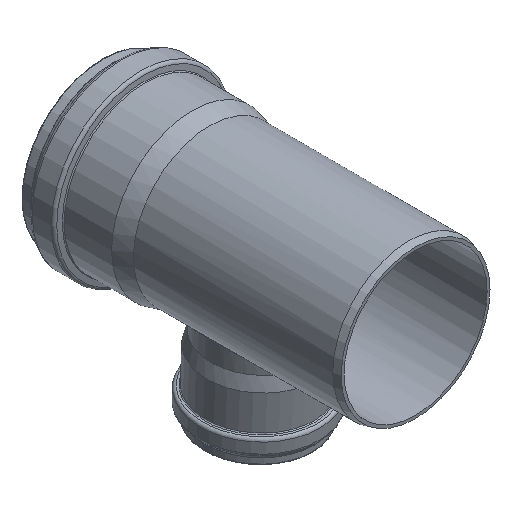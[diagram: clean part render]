
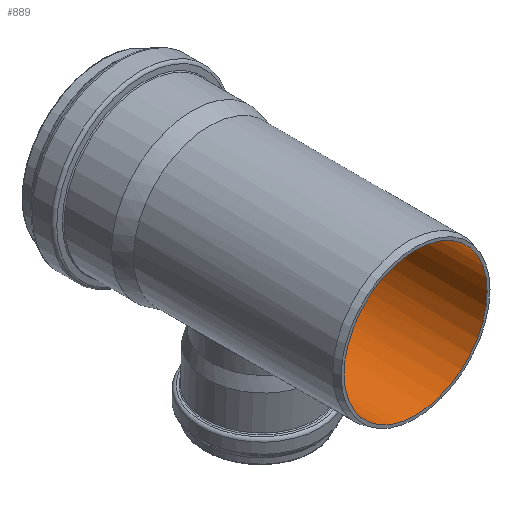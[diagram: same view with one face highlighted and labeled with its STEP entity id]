
A CAD part, isometric view. The second image highlights one B-rep face of the part: STEP entity #889.
In plain terms, the highlighted cylindrical face has radius 75.1 mm (diameter 150.2 mm), a full revolution.
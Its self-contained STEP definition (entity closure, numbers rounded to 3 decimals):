
#85=FACE_BOUND('',#392,.T.);
#86=FACE_BOUND('',#393,.T.);
#178=CIRCLE('',#1001,75.1);
#180=CIRCLE('',#1005,75.1);
#224=CYLINDRICAL_SURFACE('',#1004,75.1);
#276=FACE_OUTER_BOUND('',#391,.T.);
#391=EDGE_LOOP('',(#771,#772));
#392=EDGE_LOOP('',(#773));
#393=EDGE_LOOP('',(#774));
#478=B_SPLINE_CURVE_WITH_KNOTS('',3,(#1892,#1893,#1894,#1895,#1896,#1897),
 .UNSPECIFIED.,.F.,.F.,(4,2,4),(25.092,25.987,26.881),
 .UNSPECIFIED.);
#480=B_SPLINE_CURVE_WITH_KNOTS('',3,(#2001,#2002,#2003,#2004,#2005,#2006,
#2007,#2008,#2009,#2010,#2011,#2012,#2013,#2014,#2015,#2016,#2017,#2018,
#2019,#2020,#2021,#2022,#2023,#2024,#2025,#2026,#2027,#2028,#2029,#2030,
#2031,#2032,#2033,#2034,#2035,#2036,#2037,#2038,#2039,#2040,#2041,#2042,
#2043,#2044,#2045,#2046,#2047,#2048,#2049,#2050,#2051,#2052,#2053,#2054,
#2055,#2056,#2057,#2058,#2059,#2060,#2061,#2062,#2063,#2064,#2065,#2066),
 .UNSPECIFIED.,.T.,.F.,(4,2,2,2,2,2,2,2,2,2,2,2,2,2,2,2,2,2,2,2,2,2,2,2,
2,2,2,2,2,2,2,2,4),(0.,1.037,2.074,3.11,
4.147,5.157,6.166,7.176,8.185,
9.195,10.204,11.214,12.223,13.26,
14.297,15.333,16.37,17.38,18.389,
19.398,20.408,21.416,22.424,23.433,
24.441,25.449,26.457,27.466,28.474,
29.483,30.493,31.502,32.512),
 .UNSPECIFIED.);
#498=VERTEX_POINT('',#1890);
#499=VERTEX_POINT('',#1891);
#530=VERTEX_POINT('',#2000);
#533=VERTEX_POINT('',#2075);
#589=EDGE_CURVE('',#498,#499,#478,.T.);
#621=EDGE_CURVE('',#530,#530,#480,.T.);
#623=EDGE_CURVE('',#499,#498,#178,.T.);
#625=EDGE_CURVE('',#533,#533,#180,.T.);
#771=ORIENTED_EDGE('',*,*,#623,.F.);
#772=ORIENTED_EDGE('',*,*,#589,.F.);
#773=ORIENTED_EDGE('',*,*,#621,.F.);
#774=ORIENTED_EDGE('',*,*,#625,.T.);
#889=ADVANCED_FACE('',(#276,#85,#86),#224,.F.);
#1001=AXIS2_PLACEMENT_3D('',#2070,#1224,#1225);
#1004=AXIS2_PLACEMENT_3D('',#2074,#1230,#1231);
#1005=AXIS2_PLACEMENT_3D('',#2076,#1232,#1233);
#1224=DIRECTION('center_axis',(0.,-1.,0.));
#1225=DIRECTION('ref_axis',(1.,0.,0.));
#1230=DIRECTION('center_axis',(0.,-1.,0.));
#1231=DIRECTION('ref_axis',(1.,0.,0.));
#1232=DIRECTION('center_axis',(0.,-1.,0.));
#1233=DIRECTION('ref_axis',(1.,0.,0.));
#1890=CARTESIAN_POINT('',(-9.016,11.848,-74.557));
#1891=CARTESIAN_POINT('',(9.016,11.848,-74.557));
#1892=CARTESIAN_POINT('Ctrl Pts',(-9.016,11.848,-74.557));
#1893=CARTESIAN_POINT('Ctrl Pts',(-6.014,12.366,-74.92));
#1894=CARTESIAN_POINT('Ctrl Pts',(-2.981,12.621,-75.1));
#1895=CARTESIAN_POINT('Ctrl Pts',(2.981,12.621,-75.1));
#1896=CARTESIAN_POINT('Ctrl Pts',(6.014,12.366,-74.92));
#1897=CARTESIAN_POINT('Ctrl Pts',(9.016,11.848,-74.557));
#2000=CARTESIAN_POINT('',(51.588,-43.016,-54.577));
#2001=CARTESIAN_POINT('Ctrl Pts',(51.588,-43.016,-54.577));
#2002=CARTESIAN_POINT('Ctrl Pts',(51.588,-39.56,-54.577));
#2003=CARTESIAN_POINT('Ctrl Pts',(51.238,-36.06,-54.914));
#2004=CARTESIAN_POINT('Ctrl Pts',(49.848,-29.202,-56.179));
#2005=CARTESIAN_POINT('Ctrl Pts',(48.81,-25.842,-57.101));
#2006=CARTESIAN_POINT('Ctrl Pts',(46.132,-19.446,-59.286));
#2007=CARTESIAN_POINT('Ctrl Pts',(44.49,-16.403,-60.546));
#2008=CARTESIAN_POINT('Ctrl Pts',(40.73,-10.776,-63.137));
#2009=CARTESIAN_POINT('Ctrl Pts',(38.611,-8.19,-64.466));
#2010=CARTESIAN_POINT('Ctrl Pts',(34.155,-3.653,-66.931));
#2011=CARTESIAN_POINT('Ctrl Pts',(31.661,-1.519,-68.165));
#2012=CARTESIAN_POINT('Ctrl Pts',(26.18,2.295,-70.452));
#2013=CARTESIAN_POINT('Ctrl Pts',(23.192,3.975,-71.504));
#2014=CARTESIAN_POINT('Ctrl Pts',(16.889,6.711,-73.249));
#2015=CARTESIAN_POINT('Ctrl Pts',(13.566,7.769,-73.943));
#2016=CARTESIAN_POINT('Ctrl Pts',(6.804,9.173,-74.869));
#2017=CARTESIAN_POINT('Ctrl Pts',(3.365,9.518,-75.1));
#2018=CARTESIAN_POINT('Ctrl Pts',(-3.365,9.518,-75.1));
#2019=CARTESIAN_POINT('Ctrl Pts',(-6.804,9.173,-74.869));
#2020=CARTESIAN_POINT('Ctrl Pts',(-13.566,7.769,-73.943));
#2021=CARTESIAN_POINT('Ctrl Pts',(-16.889,6.711,-73.249));
#2022=CARTESIAN_POINT('Ctrl Pts',(-23.192,3.975,-71.504));
#2023=CARTESIAN_POINT('Ctrl Pts',(-26.18,2.295,-70.452));
#2024=CARTESIAN_POINT('Ctrl Pts',(-31.661,-1.519,-68.165));
#2025=CARTESIAN_POINT('Ctrl Pts',(-34.155,-3.653,-66.931));
#2026=CARTESIAN_POINT('Ctrl Pts',(-38.611,-8.19,-64.466));
#2027=CARTESIAN_POINT('Ctrl Pts',(-40.73,-10.776,-63.137));
#2028=CARTESIAN_POINT('Ctrl Pts',(-44.49,-16.403,-60.546));
#2029=CARTESIAN_POINT('Ctrl Pts',(-46.132,-19.446,-59.286));
#2030=CARTESIAN_POINT('Ctrl Pts',(-48.81,-25.842,-57.101));
#2031=CARTESIAN_POINT('Ctrl Pts',(-49.848,-29.202,-56.179));
#2032=CARTESIAN_POINT('Ctrl Pts',(-51.238,-36.06,-54.914));
#2033=CARTESIAN_POINT('Ctrl Pts',(-51.588,-39.56,-54.577));
#2034=CARTESIAN_POINT('Ctrl Pts',(-51.588,-46.38,-54.577));
#2035=CARTESIAN_POINT('Ctrl Pts',(-51.255,-49.793,-54.898));
#2036=CARTESIAN_POINT('Ctrl Pts',(-49.906,-56.469,-56.127));
#2037=CARTESIAN_POINT('Ctrl Pts',(-48.892,-59.734,-57.031));
#2038=CARTESIAN_POINT('Ctrl Pts',(-46.258,-65.927,-59.187));
#2039=CARTESIAN_POINT('Ctrl Pts',(-44.637,-68.862,-60.438));
#2040=CARTESIAN_POINT('Ctrl Pts',(-40.919,-74.27,-63.014));
#2041=CARTESIAN_POINT('Ctrl Pts',(-38.822,-76.743,-64.338));
#2042=CARTESIAN_POINT('Ctrl Pts',(-34.365,-81.123,-66.825));
#2043=CARTESIAN_POINT('Ctrl Pts',(-31.84,-83.194,-68.083));
#2044=CARTESIAN_POINT('Ctrl Pts',(-26.299,-86.875,-70.409));
#2045=CARTESIAN_POINT('Ctrl Pts',(-23.282,-88.487,-71.476));
#2046=CARTESIAN_POINT('Ctrl Pts',(-16.931,-91.1,-73.241));
#2047=CARTESIAN_POINT('Ctrl Pts',(-13.589,-92.105,-73.94));
#2048=CARTESIAN_POINT('Ctrl Pts',(-6.804,-93.433,-74.869));
#2049=CARTESIAN_POINT('Ctrl Pts',(-3.361,-93.757,-75.1));
#2050=CARTESIAN_POINT('Ctrl Pts',(3.361,-93.757,-75.1));
#2051=CARTESIAN_POINT('Ctrl Pts',(6.804,-93.433,-74.869));
#2052=CARTESIAN_POINT('Ctrl Pts',(13.589,-92.105,-73.94));
#2053=CARTESIAN_POINT('Ctrl Pts',(16.931,-91.1,-73.241));
#2054=CARTESIAN_POINT('Ctrl Pts',(23.282,-88.487,-71.476));
#2055=CARTESIAN_POINT('Ctrl Pts',(26.299,-86.875,-70.409));
#2056=CARTESIAN_POINT('Ctrl Pts',(31.84,-83.194,-68.083));
#2057=CARTESIAN_POINT('Ctrl Pts',(34.365,-81.123,-66.825));
#2058=CARTESIAN_POINT('Ctrl Pts',(38.822,-76.743,-64.338));
#2059=CARTESIAN_POINT('Ctrl Pts',(40.919,-74.27,-63.014));
#2060=CARTESIAN_POINT('Ctrl Pts',(44.637,-68.862,-60.438));
#2061=CARTESIAN_POINT('Ctrl Pts',(46.258,-65.927,-59.187));
#2062=CARTESIAN_POINT('Ctrl Pts',(48.892,-59.734,-57.031));
#2063=CARTESIAN_POINT('Ctrl Pts',(49.906,-56.469,-56.127));
#2064=CARTESIAN_POINT('Ctrl Pts',(51.255,-49.793,-54.898));
#2065=CARTESIAN_POINT('Ctrl Pts',(51.588,-46.38,-54.577));
#2066=CARTESIAN_POINT('Ctrl Pts',(51.588,-43.016,-54.577));
#2070=CARTESIAN_POINT('Origin',(0.,11.848,0.));
#2074=CARTESIAN_POINT('Origin',(0.,-96.275,
0.));
#2075=CARTESIAN_POINT('',(75.1,-204.399,0.));
#2076=CARTESIAN_POINT('Origin',(0.,-204.399,
0.));
